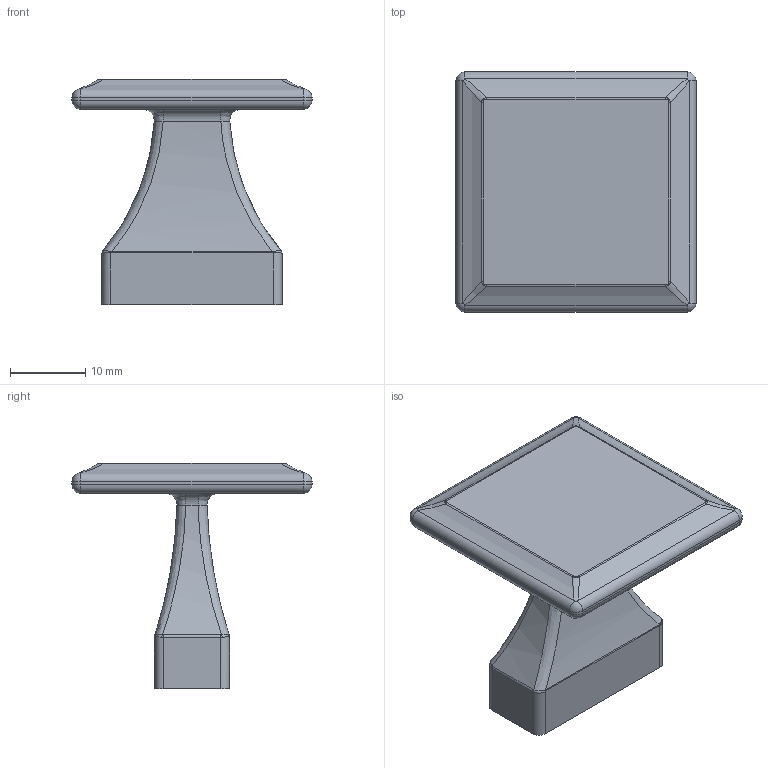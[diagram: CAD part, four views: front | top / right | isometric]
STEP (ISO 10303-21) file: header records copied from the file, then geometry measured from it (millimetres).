
FILE_DESCRIPTION(('Creo Elements/Direct Modeling STEP Export'),'2;1');
FILE_NAME('2439-32.stp','2019-02-13T12:06:08',(''),(''),'Creo Elements/Direct Modeling STEP processor for AP214 (Solid Model)','Creo Elements/Direct Modeling 20.0 12-Nov-2016 (C) Parametric Technology GmbH','');
FILE_SCHEMA(('AUTOMOTIVE_DESIGN { 1 0 10303 214 1 1 1 1 }'));
Length unit declared in the file: millimetre
Products named in the file (1): 2439-32
Bounding box: 32 x 32 x 30 mm (x, y, z)
Volume: 6965 mm3; surface area: 3883.4 mm2
Topology: 1 solids, 1 shells, 97 faces, 220 edges, 118 vertices
Faces by surface type: cylinder 44, bspline 28, plane 13, sphere 8, cone 4
Entity records: 4138 total; most frequent: CARTESIAN_POINT 2206, ORIENTED_EDGE 416, DIRECTION 356, EDGE_CURVE 208, AXIS2_PLACEMENT_3D 142, VERTEX_POINT 118, EDGE_LOOP 102, FACE_OUTER_BOUND 97
